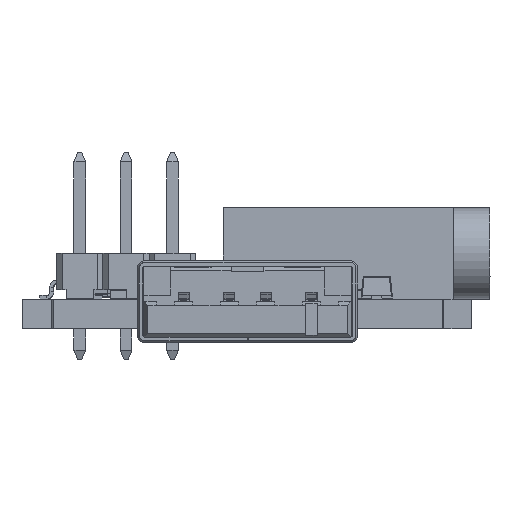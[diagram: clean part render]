
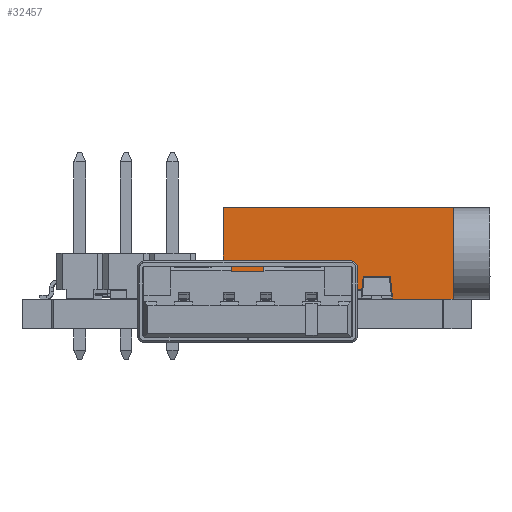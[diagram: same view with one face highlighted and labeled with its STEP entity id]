
A CAD part, front view. The second image highlights one B-rep face of the part: STEP entity #32457.
In plain terms, the highlighted planar face has unit normal (0, -1, 0).
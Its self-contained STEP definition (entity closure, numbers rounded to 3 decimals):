
#32432 = VERTEX_POINT('',#32433);
#32433 = CARTESIAN_POINT('',(6.3,-3.,5.));
#32439 = EDGE_CURVE('',#32440,#32432,#32442,.T.);
#32440 = VERTEX_POINT('',#32441);
#32441 = CARTESIAN_POINT('',(6.3,-3.,0.));
#32442 = LINE('',#32443,#32444);
#32443 = CARTESIAN_POINT('',(6.3,-3.,0.));
#32444 = VECTOR('',#32445,1.);
#32445 = DIRECTION('',(0.,0.,1.));
#32457 = ADVANCED_FACE('',(#32458),#32483,.T.);
#32458 = FACE_BOUND('',#32459,.T.);
#32459 = EDGE_LOOP('',(#32460,#32461,#32469,#32477));
#32460 = ORIENTED_EDGE('',*,*,#32439,.T.);
#32461 = ORIENTED_EDGE('',*,*,#32462,.T.);
#32462 = EDGE_CURVE('',#32432,#32463,#32465,.T.);
#32463 = VERTEX_POINT('',#32464);
#32464 = CARTESIAN_POINT('',(-6.3,-3.,5.));
#32465 = LINE('',#32466,#32467);
#32466 = CARTESIAN_POINT('',(6.3,-3.,5.));
#32467 = VECTOR('',#32468,1.);
#32468 = DIRECTION('',(-1.,0.,0.));
#32469 = ORIENTED_EDGE('',*,*,#32470,.F.);
#32470 = EDGE_CURVE('',#32471,#32463,#32473,.T.);
#32471 = VERTEX_POINT('',#32472);
#32472 = CARTESIAN_POINT('',(-6.3,-3.,0.));
#32473 = LINE('',#32474,#32475);
#32474 = CARTESIAN_POINT('',(-6.3,-3.,0.));
#32475 = VECTOR('',#32476,1.);
#32476 = DIRECTION('',(0.,0.,1.));
#32477 = ORIENTED_EDGE('',*,*,#32478,.F.);
#32478 = EDGE_CURVE('',#32440,#32471,#32479,.T.);
#32479 = LINE('',#32480,#32481);
#32480 = CARTESIAN_POINT('',(6.3,-3.,0.));
#32481 = VECTOR('',#32482,1.);
#32482 = DIRECTION('',(-1.,0.,0.));
#32483 = PLANE('',#32484);
#32484 = AXIS2_PLACEMENT_3D('',#32485,#32486,#32487);
#32485 = CARTESIAN_POINT('',(6.3,-3.,0.));
#32486 = DIRECTION('',(0.,-1.,0.));
#32487 = DIRECTION('',(-1.,0.,0.));
